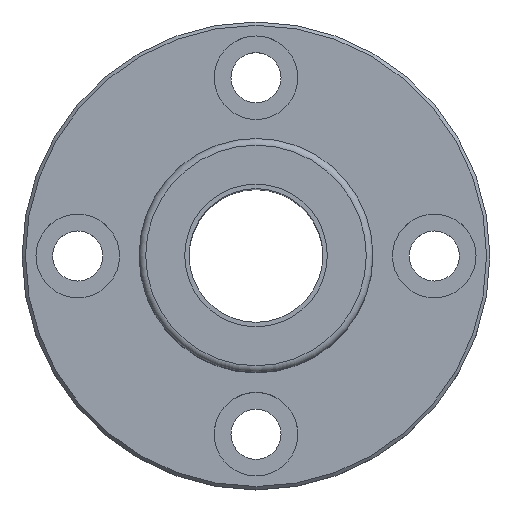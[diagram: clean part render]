
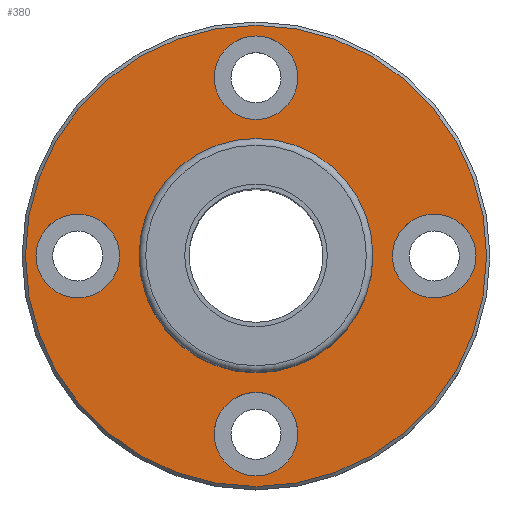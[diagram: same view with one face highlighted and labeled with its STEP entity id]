
A CAD part, top view. The second image highlights one B-rep face of the part: STEP entity #380.
In plain terms, the highlighted planar face has unit normal (0, 0, 1).
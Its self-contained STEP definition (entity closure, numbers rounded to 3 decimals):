
#48=ORIENTED_EDGE('',*,*,#118,.T.);
#49=ORIENTED_EDGE('',*,*,#119,.T.);
#50=ORIENTED_EDGE('',*,*,#120,.T.);
#51=ORIENTED_EDGE('',*,*,#121,.T.);
#52=ORIENTED_EDGE('',*,*,#122,.T.);
#53=ORIENTED_EDGE('',*,*,#115,.F.);
#115=EDGE_CURVE('',#151,#151,#187,.T.);
#118=EDGE_CURVE('',#154,#154,#190,.T.);
#119=EDGE_CURVE('',#155,#155,#191,.T.);
#120=EDGE_CURVE('',#156,#156,#192,.T.);
#121=EDGE_CURVE('',#157,#157,#193,.T.);
#122=EDGE_CURVE('',#158,#158,#194,.T.);
#151=VERTEX_POINT('',#638);
#154=VERTEX_POINT('',#646);
#155=VERTEX_POINT('',#648);
#156=VERTEX_POINT('',#650);
#157=VERTEX_POINT('',#652);
#158=VERTEX_POINT('',#654);
#187=CIRCLE('',#427,10.5);
#190=CIRCLE('',#432,20.7);
#191=CIRCLE('',#433,3.75);
#192=CIRCLE('',#434,3.75);
#193=CIRCLE('',#435,3.75);
#194=CIRCLE('',#436,3.75);
#228=EDGE_LOOP('',(#48));
#229=EDGE_LOOP('',(#49));
#230=EDGE_LOOP('',(#50));
#231=EDGE_LOOP('',(#51));
#232=EDGE_LOOP('',(#52));
#233=EDGE_LOOP('',(#53));
#300=FACE_BOUND('',#228,.T.);
#301=FACE_BOUND('',#229,.T.);
#302=FACE_BOUND('',#230,.T.);
#303=FACE_BOUND('',#231,.T.);
#304=FACE_BOUND('',#232,.T.);
#305=FACE_BOUND('',#233,.T.);
#365=PLANE('',#431);
#380=ADVANCED_FACE('',(#300,#301,#302,#303,#304,#305),#365,.T.);
#427=AXIS2_PLACEMENT_3D('',#637,#503,#504);
#431=AXIS2_PLACEMENT_3D('',#644,#511,#512);
#432=AXIS2_PLACEMENT_3D('',#645,#513,#514);
#433=AXIS2_PLACEMENT_3D('',#647,#515,#516);
#434=AXIS2_PLACEMENT_3D('',#649,#517,#518);
#435=AXIS2_PLACEMENT_3D('',#651,#519,#520);
#436=AXIS2_PLACEMENT_3D('',#653,#521,#522);
#503=DIRECTION('',(0.,0.,1.));
#504=DIRECTION('',(1.,0.,0.));
#511=DIRECTION('',(0.,0.,1.));
#512=DIRECTION('',(1.,0.,0.));
#513=DIRECTION('',(0.,0.,1.));
#514=DIRECTION('',(1.,0.,0.));
#515=DIRECTION('',(0.,0.,-1.));
#516=DIRECTION('',(-1.,0.,0.));
#517=DIRECTION('',(0.,0.,-1.));
#518=DIRECTION('',(-1.,0.,0.));
#519=DIRECTION('',(0.,0.,-1.));
#520=DIRECTION('',(-1.,0.,0.));
#521=DIRECTION('',(0.,0.,-1.));
#522=DIRECTION('',(-1.,0.,0.));
#637=CARTESIAN_POINT('',(0.,0.,3.));
#638=CARTESIAN_POINT('',(10.5,0.,3.));
#644=CARTESIAN_POINT('',(0.,0.,3.));
#645=CARTESIAN_POINT('',(0.,0.,3.));
#646=CARTESIAN_POINT('',(20.7,0.,3.));
#647=CARTESIAN_POINT('',(-16.,0.,3.));
#648=CARTESIAN_POINT('',(-19.75,0.,3.));
#649=CARTESIAN_POINT('',(0.,-16.,3.));
#650=CARTESIAN_POINT('',(-3.75,-16.,3.));
#651=CARTESIAN_POINT('',(16.,0.,3.));
#652=CARTESIAN_POINT('',(12.25,0.,3.));
#653=CARTESIAN_POINT('',(0.,16.,3.));
#654=CARTESIAN_POINT('',(-3.75,16.,3.));
